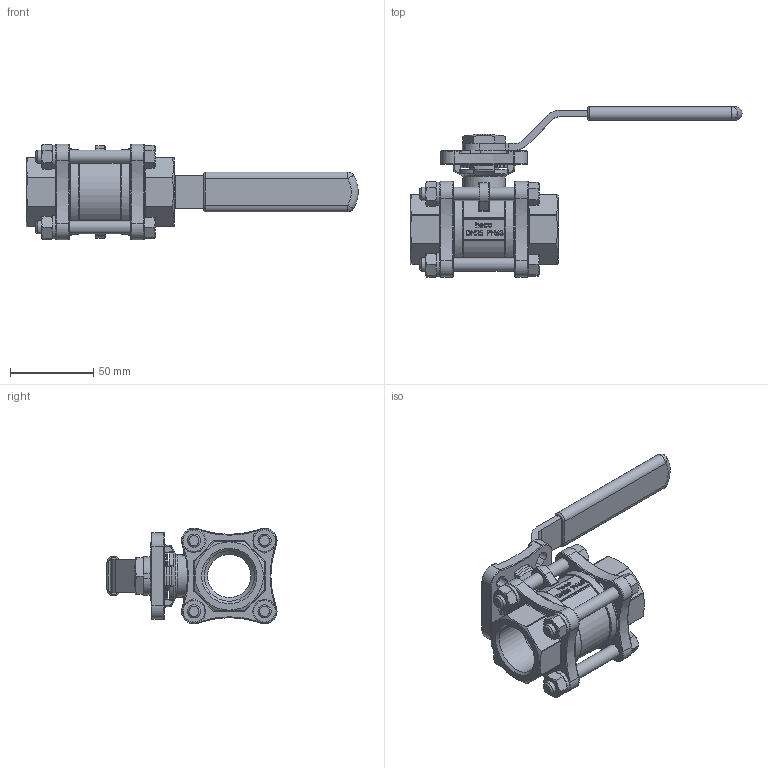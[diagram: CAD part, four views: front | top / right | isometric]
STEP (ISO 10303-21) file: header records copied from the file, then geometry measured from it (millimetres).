
FILE_DESCRIPTION (( 'STEP AP214' ), '1' );
FILE_NAME ('K3DA-100-0IG-4 Kugelhahn 3-teilig heco step214.STEP', '2013-02-20T12:21:57', ( 'test' ), ( '' ), 'SwSTEP 2.0', 'SolidWorks 2011', '' );
FILE_SCHEMA (( 'AUTOMOTIVE_DESIGN' ));
Length unit declared in the file: millimetre
Products named in the file (1): K3DA-100-0IG-4 Kugelhahn 3-teilig heco step214
Bounding box: 199.44 x 102.22 x 57.44 mm (x, y, z)
Volume: 176743.2 mm3; surface area: 58501.1 mm2
Topology: 1 solids, 1 shells, 1102 faces, 2777 edges, 1743 vertices
Faces by surface type: plane 440, bspline 250, cylinder 199, torus 124, cone 87, sphere 2
Full cylindrical faces by diameter (mm): 7 x1, 8 x8, 8.3 x10, 14 x5, 18 x1, 22 x1, 25.5 x1, 26 x1, 28 x2, 30.29 x2, 31 x1, 49 x2, 49.1 x2
Entity records: 58109 total; most frequent: CARTESIAN_POINT 21510, ORIENTED_EDGE 5390, DIRECTION 4417, EDGE_CURVE 2695, VERTEX_POINT 1720, AXIS2_PLACEMENT_3D 1583, EDGE_LOOP 1261, VECTOR 1251
